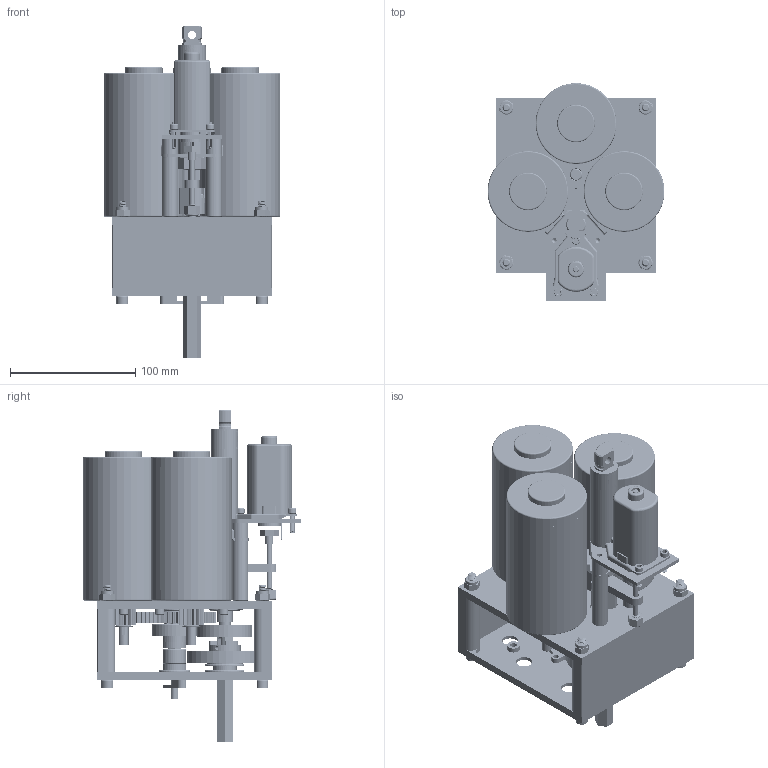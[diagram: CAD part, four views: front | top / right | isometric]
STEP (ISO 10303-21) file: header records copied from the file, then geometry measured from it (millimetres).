
FILE_DESCRIPTION (( 'STEP AP214' ), '1' );
FILE_NAME ('am-3039_45 Sonic Shifter Alt Hex Output REV2.STEP', '2018-07-20T14:41:45', ( '' ), ( '' ), 'SwSTEP 2.0', 'SolidWorks 2018', '' );
FILE_SCHEMA (( 'AUTOMOTIVE_DESIGN' ));
Length unit declared in the file: inch
Products named in the file (60): 14-20 shaft_90201A119; Toughbox d29a; Dog Gear; Throttle Motor no gear; Shift Body Plate Shaft Asm 3CIM; 48T Large Output Gear am-0022; 3 cim motor plate; Shift Shaft Spacer am-0300; 35T Small Output Gear am-0023; Spring return cylender stand in; 4-40x0250_shcs_smart; 15T Hex Bore Gear; 10-32x2250_shcs_HX-SHCS 0.19-32x1.375x1-C; R3 Bearing_smart; 28T Medium Cluster Gear; 0.1875 e-clip_97431A280; Toughbox 50T Large Cluster; am-0936 R6 Bearing; Cylender mount plate; Shifter Shaft Rev1 3CIM Shifter; FR6ZZ Bearing1; Toughbox d09; 0405-DP Cylinder; Shift Cap; CIM Motor SW1; SHCS 10-32 x 0.625; 3; Shift Block 2; 5-16 washer; 5; Spacer am-1181; am-3039_45 Sonic Shifter Alt Hex Output REV2; 8mm spring clip; 2; 375ID x 375t spacer - SPS-0500-0375-0375; 250x1000 dowel; 1; input-encoder shaft; 1.867 Spacer; 0.125t x 500 hex spacer ...
Assembly tree (93 placements, depth 4):
  am-3039_45 Sonic Shifter Alt Hex Output REV2
    CIM Motor SW1  x3
    FR6ZZ Bearing1  x3
    Toughbox 50T Large Cluster
    28T Medium Cluster Gear
    15T Hex Bore Gear
    35T Small Output Gear am-0023
    48T Large Output Gear am-0022
    Dog Gear
    FR8ZZ Hex Bearing b  x2
    Motor plate
    Spacer Rev2-1  x2
    250-20 Nylock Nut  x4
    14-20x3000 shcs with threads_92196A555  x4
    am-3037 SSS-Alt Hex Output
    Shaft Plate w- 3rd stage opt
    1.867 Spacer  x2
    0405-DP Cylinder
      1
      2
      5
      3
    Cylender mount plate
    10-32x2250_shcs_HX-SHCS 0.19-32x1.375x1-C  x2
    Spring return cylender stand in
    throttle shifter v4
      3 cim motor plate
      Throttle Motor no gear
      14-20 shaft_90201A119
      throttle shifter spacer  x2
      14-20 Nylock Nut_97135A210
      threaded plate
      8-32x0625 SCHS McMaster_92185A196  x3
      500-e-klip
    0.125t x 500 hex spacer
    375ID x 375t spacer - SPS-0500-0375-0375
    Spacer am-1181  x3
    Shift Body Plate Shaft Asm 3CIM
      Shift Block 2
      Shift Cap
      Shifter Shaft Rev1 3CIM Shifter
      0.1875 e-clip_97431A280
      R3 Bearing_smart
      4-40x0250_shcs_smart  x2
      Shift Shaft Spacer am-0300
    Toughbox d29a
    040_5-D
      DEFAULT -D
        DEFAULT-1D
        DEFAULT-D
        DEFAULT-2D
        DEFAULT-3D
        DEFAULT-4D
    input-encoder shaft
    250x1000 dowel
    8mm spring clip  x3
    5-16 washer  x6
    SHCS 10-32 x 0.625  x6
    Toughbox d09  x3
    am-0936 R6 Bearing
Bounding box: 141.27 x 173.84 x 265.02 mm (x, y, z)
Volume: 1616106.4 mm3; surface area: 380910.2 mm2
Topology: 87 solids, 91 shells, 3464 faces, 8882 edges, 5682 vertices
Faces by surface type: cylinder 1964, plane 848, cone 511, torus 79, bspline 62
Entity records: 90900 total; most frequent: CARTESIAN_POINT 30779, DIRECTION 11795, ORIENTED_EDGE 11080, EDGE_CURVE 5558, AXIS2_PLACEMENT_3D 4742, VERTEX_POINT 3557, CIRCLE 2522, EDGE_LOOP 2431
